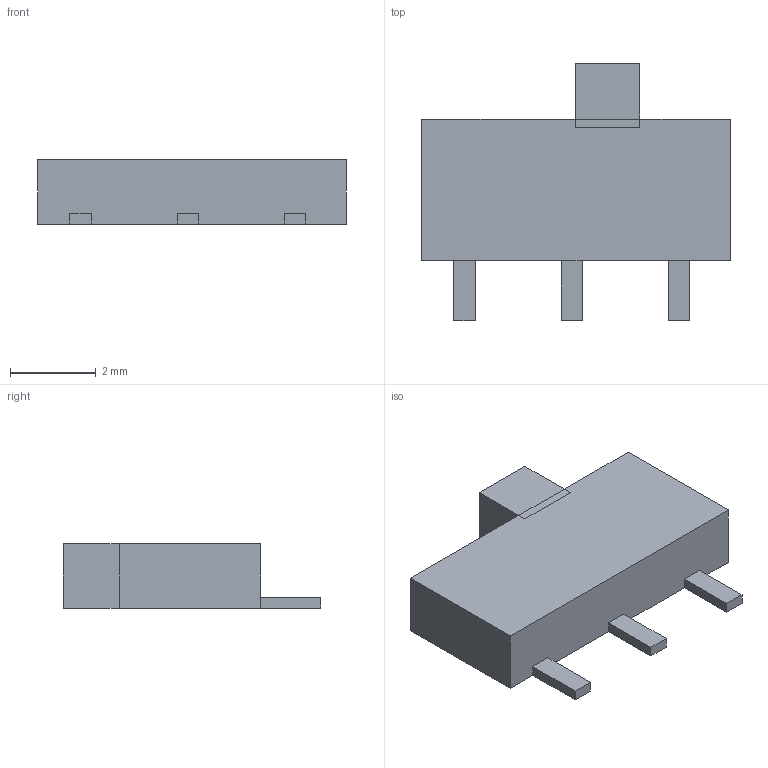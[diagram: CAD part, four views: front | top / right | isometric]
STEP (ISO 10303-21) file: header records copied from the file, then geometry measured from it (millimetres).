
FILE_DESCRIPTION(('FreeCAD Model'),'2;1');
FILE_NAME('Open CASCADE Shape Model','2025-04-12T15:50:07',(''),(''), 'Open CASCADE STEP processor 7.8','FreeCAD','Unknown');
FILE_SCHEMA(('AUTOMOTIVE_DESIGN { 1 0 10303 214 1 1 1 1 }'));
Length unit declared in the file: millimetre
Products named in the file (2): Part; Body
Assembly tree (1 placements, depth 2):
  Part
    Body
Bounding box: 7.2 x 6 x 1.5 mm (x, y, z)
Volume: 39.1 mm3; surface area: 93.1 mm2
Topology: 1 solids, 1 shells, 32 faces, 80 edges, 50 vertices
Faces by surface type: plane 32
Entity records: 964 total; most frequent: CARTESIAN_POINT 164, ORIENTED_EDGE 160, DIRECTION 148, EDGE_CURVE 80, LINE 80, VECTOR 80, VERTEX_POINT 50, AXIS2_PLACEMENT_3D 34
